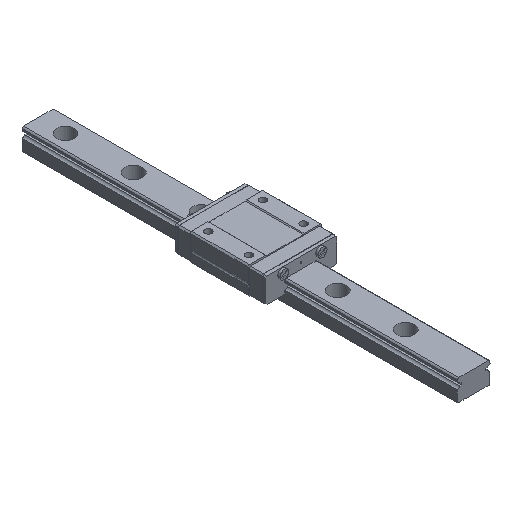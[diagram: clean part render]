
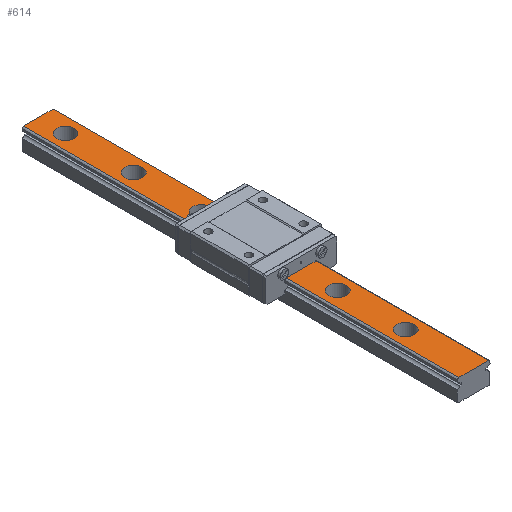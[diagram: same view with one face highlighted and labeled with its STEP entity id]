
A CAD part, isometric view. The second image highlights one B-rep face of the part: STEP entity #614.
In plain terms, the highlighted planar face has unit normal (0, 0, 1).
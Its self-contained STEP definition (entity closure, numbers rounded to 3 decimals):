
#614 = ADVANCED_FACE( '', ( #1252, #1253, #1254, #1255, #1256, #1257, #1258 ), #1259, .F. );
#1252 = FACE_BOUND( '', #1876, .T. );
#1253 = FACE_BOUND( '', #1877, .T. );
#1254 = FACE_BOUND( '', #1878, .T. );
#1255 = FACE_BOUND( '', #1879, .T. );
#1256 = FACE_BOUND( '', #1880, .T. );
#1257 = FACE_BOUND( '', #1881, .T. );
#1258 = FACE_OUTER_BOUND( '', #1882, .T. );
#1259 = PLANE( '', #1883 );
#1876 = EDGE_LOOP( '', ( #3524 ) );
#1877 = EDGE_LOOP( '', ( #3525 ) );
#1878 = EDGE_LOOP( '', ( #3526 ) );
#1879 = EDGE_LOOP( '', ( #3527 ) );
#1880 = EDGE_LOOP( '', ( #3528 ) );
#1881 = EDGE_LOOP( '', ( #3529 ) );
#1882 = EDGE_LOOP( '', ( #3530, #3531, #3532, #3533 ) );
#1883 = AXIS2_PLACEMENT_3D( '', #3534, #3535, #3536 );
#3524 = ORIENTED_EDGE( '', *, *, #3722, .T. );
#3525 = ORIENTED_EDGE( '', *, *, #3634, .T. );
#3526 = ORIENTED_EDGE( '', *, *, #3572, .T. );
#3527 = ORIENTED_EDGE( '', *, *, #3801, .T. );
#3528 = ORIENTED_EDGE( '', *, *, #4148, .T. );
#3529 = ORIENTED_EDGE( '', *, *, #3872, .T. );
#3530 = ORIENTED_EDGE( '', *, *, #3700, .T. );
#3531 = ORIENTED_EDGE( '', *, *, #3714, .F. );
#3532 = ORIENTED_EDGE( '', *, *, #3675, .F. );
#3533 = ORIENTED_EDGE( '', *, *, #3865, .T. );
#3534 = CARTESIAN_POINT( '', ( 5.419, -80., 8. ) );
#3535 = DIRECTION( '', ( 0., 0., -1. ) );
#3536 = DIRECTION( '', ( -1., 0., 0. ) );
#3572 = EDGE_CURVE( '', #4239, #4239, #4240, .T. );
#3634 = EDGE_CURVE( '', #4350, #4350, #4351, .T. );
#3675 = EDGE_CURVE( '', #4424, #4426, #4427, .T. );
#3700 = EDGE_CURVE( '', #4472, #4470, #4473, .T. );
#3714 = EDGE_CURVE( '', #4426, #4470, #4495, .T. );
#3722 = EDGE_CURVE( '', #4506, #4506, #4507, .T. );
#3801 = EDGE_CURVE( '', #4635, #4635, #4636, .T. );
#3865 = EDGE_CURVE( '', #4424, #4472, #4727, .T. );
#3872 = EDGE_CURVE( '', #4738, #4738, #4739, .T. );
#4148 = EDGE_CURVE( '', #5104, #5104, #5105, .T. );
#4239 = VERTEX_POINT( '', #5221 );
#4240 = CIRCLE( '', #5222, 3.25 );
#4350 = VERTEX_POINT( '', #5373 );
#4351 = CIRCLE( '', #5374, 3.25 );
#4424 = VERTEX_POINT( '', #5470 );
#4426 = VERTEX_POINT( '', #5472 );
#4427 = LINE( '', #5473, #5474 );
#4470 = VERTEX_POINT( '', #5529 );
#4472 = VERTEX_POINT( '', #5531 );
#4473 = LINE( '', #5532, #5533 );
#4495 = LINE( '', #5562, #5563 );
#4506 = VERTEX_POINT( '', #5577 );
#4507 = CIRCLE( '', #5578, 3.25 );
#4635 = VERTEX_POINT( '', #5760 );
#4636 = CIRCLE( '', #5761, 3.25 );
#4727 = LINE( '', #5889, #5890 );
#4738 = VERTEX_POINT( '', #5905 );
#4739 = CIRCLE( '', #5906, 3.25 );
#5104 = VERTEX_POINT( '', #6424 );
#5105 = CIRCLE( '', #6425, 3.25 );
#5221 = CARTESIAN_POINT( '', ( 0., -8.25, 8. ) );
#5222 = AXIS2_PLACEMENT_3D( '', #6513, #6514, #6515 );
#5373 = CARTESIAN_POINT( '', ( 0., -33.25, 8. ) );
#5374 = AXIS2_PLACEMENT_3D( '', #6584, #6585, #6586 );
#5470 = CARTESIAN_POINT( '', ( 5.419, -80., 8. ) );
#5472 = CARTESIAN_POINT( '', ( -5.419, -80., 8. ) );
#5473 = CARTESIAN_POINT( '', ( 5.419, -80., 8. ) );
#5474 = VECTOR( '', #6652, 1000. );
#5529 = CARTESIAN_POINT( '', ( -5.419, 80., 8. ) );
#5531 = CARTESIAN_POINT( '', ( 5.419, 80., 8. ) );
#5532 = CARTESIAN_POINT( '', ( 5.419, 80., 8. ) );
#5533 = VECTOR( '', #6698, 1000. );
#5562 = CARTESIAN_POINT( '', ( -5.419, -80., 8. ) );
#5563 = VECTOR( '', #6718, 1000. );
#5577 = CARTESIAN_POINT( '', ( 0., -58.25, 8. ) );
#5578 = AXIS2_PLACEMENT_3D( '', #6725, #6726, #6727 );
#5760 = CARTESIAN_POINT( '', ( 0., 16.75, 8. ) );
#5761 = AXIS2_PLACEMENT_3D( '', #6803, #6804, #6805 );
#5889 = CARTESIAN_POINT( '', ( 5.419, -80., 8. ) );
#5890 = VECTOR( '', #6861, 1000. );
#5905 = CARTESIAN_POINT( '', ( 0., 66.75, 8. ) );
#5906 = AXIS2_PLACEMENT_3D( '', #6866, #6867, #6868 );
#6424 = CARTESIAN_POINT( '', ( 0., 41.75, 8. ) );
#6425 = AXIS2_PLACEMENT_3D( '', #7091, #7092, #7093 );
#6513 = CARTESIAN_POINT( '', ( 0., -5., 8. ) );
#6514 = DIRECTION( '', ( 0., 0., -1. ) );
#6515 = DIRECTION( '', ( 0., -1., 0. ) );
#6584 = CARTESIAN_POINT( '', ( 0., -30., 8. ) );
#6585 = DIRECTION( '', ( 0., 0., -1. ) );
#6586 = DIRECTION( '', ( 0., -1., 0. ) );
#6652 = DIRECTION( '', ( -1., 0., 0. ) );
#6698 = DIRECTION( '', ( -1., 0., 0. ) );
#6718 = DIRECTION( '', ( 0., 1., 0. ) );
#6725 = CARTESIAN_POINT( '', ( 0., -55., 8. ) );
#6726 = DIRECTION( '', ( 0., 0., -1. ) );
#6727 = DIRECTION( '', ( 0., -1., 0. ) );
#6803 = CARTESIAN_POINT( '', ( 0., 20., 8. ) );
#6804 = DIRECTION( '', ( 0., 0., -1. ) );
#6805 = DIRECTION( '', ( 0., -1., 0. ) );
#6861 = DIRECTION( '', ( 0., 1., 0. ) );
#6866 = CARTESIAN_POINT( '', ( 0., 70., 8. ) );
#6867 = DIRECTION( '', ( 0., 0., -1. ) );
#6868 = DIRECTION( '', ( 0., -1., 0. ) );
#7091 = CARTESIAN_POINT( '', ( 0., 45., 8. ) );
#7092 = DIRECTION( '', ( 0., 0., -1. ) );
#7093 = DIRECTION( '', ( 0., -1., 0. ) );
